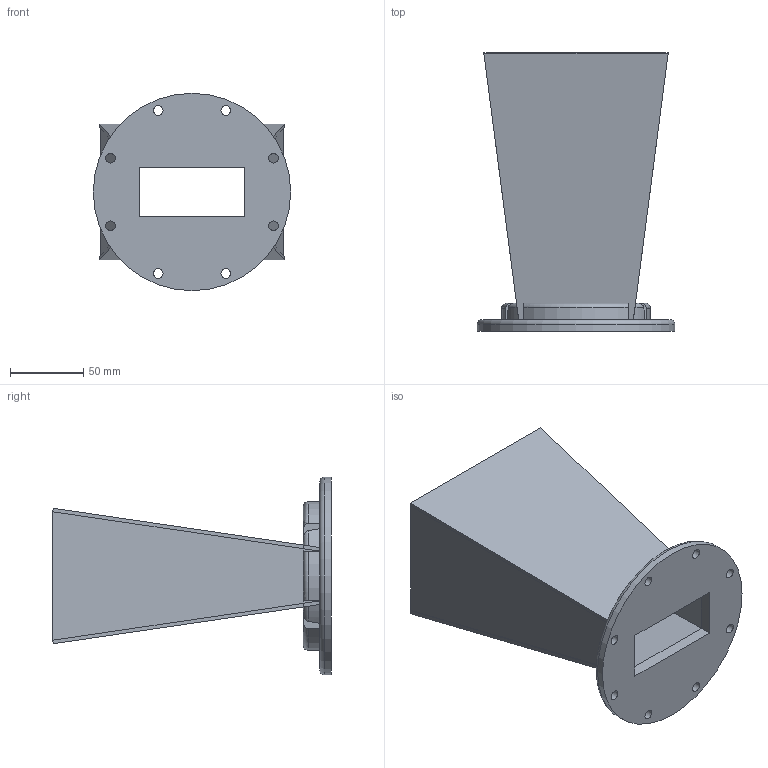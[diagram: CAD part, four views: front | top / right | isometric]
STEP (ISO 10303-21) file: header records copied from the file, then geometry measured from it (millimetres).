
FILE_DESCRIPTION (( 'STEP AP214' ), '1' );
FILE_NAME ('FM9863B-10-U_3D.STEP', '2021-02-18T20:21:28', ( '' ), ( '' ), 'SwSTEP 2.0', 'SolidWorks 2018', '' );
FILE_SCHEMA (( 'AUTOMOTIVE_DESIGN' ));
Length unit declared in the file: inch
Products named in the file (1): FM9863B-10-U_3D
Bounding box: 134.94 x 190.5 x 134.94 mm (x, y, z)
Volume: 285079.2 mm3; surface area: 151441.7 mm2
Topology: 1 solids, 5 shells, 104 faces, 253 edges, 159 vertices
Faces by surface type: plane 78, cylinder 17, torus 9
Full cylindrical faces by diameter (mm): 6.579 x8, 134.938 x1
Entity records: 3222 total; most frequent: CARTESIAN_POINT 779, ORIENTED_EDGE 486, DIRECTION 472, EDGE_CURVE 243, LINE 176, VECTOR 176, VERTEX_POINT 159, AXIS2_PLACEMENT_3D 148
